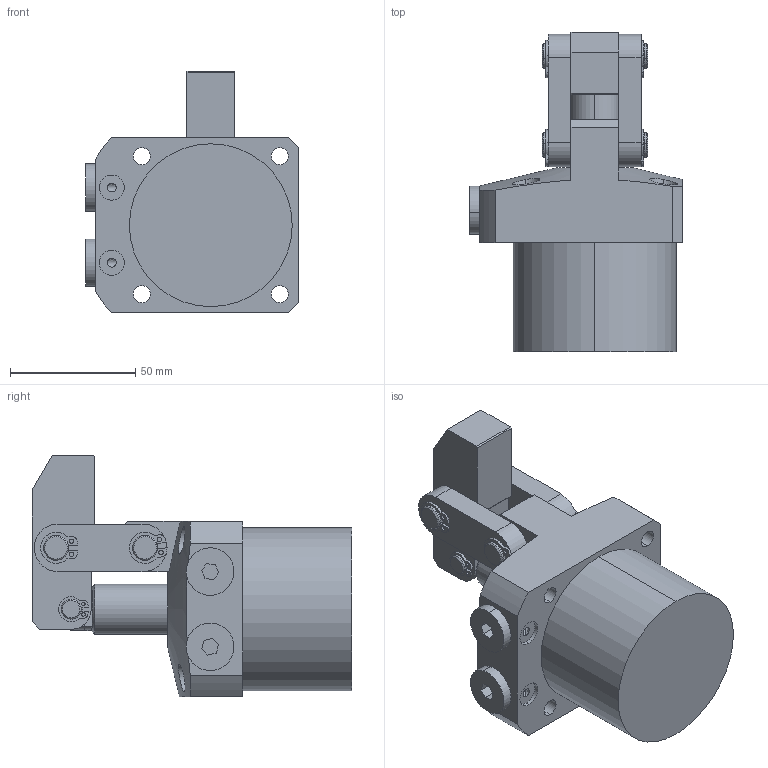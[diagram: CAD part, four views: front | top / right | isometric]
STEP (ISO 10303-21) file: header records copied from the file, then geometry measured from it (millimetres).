
FILE_DESCRIPTION (( 'STEP AP214' ), '1' );
FILE_NAME ('CLKA-065GR油压杠杆缸三维图.STEP', '2023-07-10T03:11:47', ( 'PC' ), ( '' ), 'SwSTEP 2.0', 'SolidWorks 2016', '' );
FILE_SCHEMA (( 'AUTOMOTIVE_DESIGN' ));
Length unit declared in the file: millimetre
Products named in the file (10): CLKA-065GR油压杠杆缸三维图; CLKA-065蟀裝00_2; 065GR掛极; 囀鞠褒黑芛郔陔1-4; CLKA-50酗种_1_1; CLKA-50揤旋00_1_1; CLKA-50开口挡圈10_1_1; CLKA-50开口挡圈8_1_1; 065活塞杆; CLKA-50傻种00_1_1
Assembly tree (16 placements, depth 2):
  CLKA-065GR油压杠杆缸三维图
    CLKA-50傻种00_1_1
    065活塞杆
    CLKA-50开口挡圈8_1_1  x2
    CLKA-50开口挡圈10_1_1  x4
    CLKA-50揤旋00_1_1
    CLKA-50酗种_1_1  x2
    囀鞠褒黑芛郔陔1-4  x2
    065GR掛极
    CLKA-065蟀裝00_2  x2
Bounding box: 85 x 127.5 x 96.5 mm (x, y, z)
Volume: 294281.6 mm3; surface area: 75433.7 mm2
Topology: 17 solids, 17 shells, 364 faces, 873 edges, 570 vertices
Faces by surface type: cylinder 193, plane 130, cone 36, bspline 5
Entity records: 10292 total; most frequent: CARTESIAN_POINT 1838, DIRECTION 1274, ORIENTED_EDGE 1114, EDGE_CURVE 557, AXIS2_PLACEMENT_3D 505, VERTEX_POINT 362, EDGE_LOOP 293, VECTOR 264
